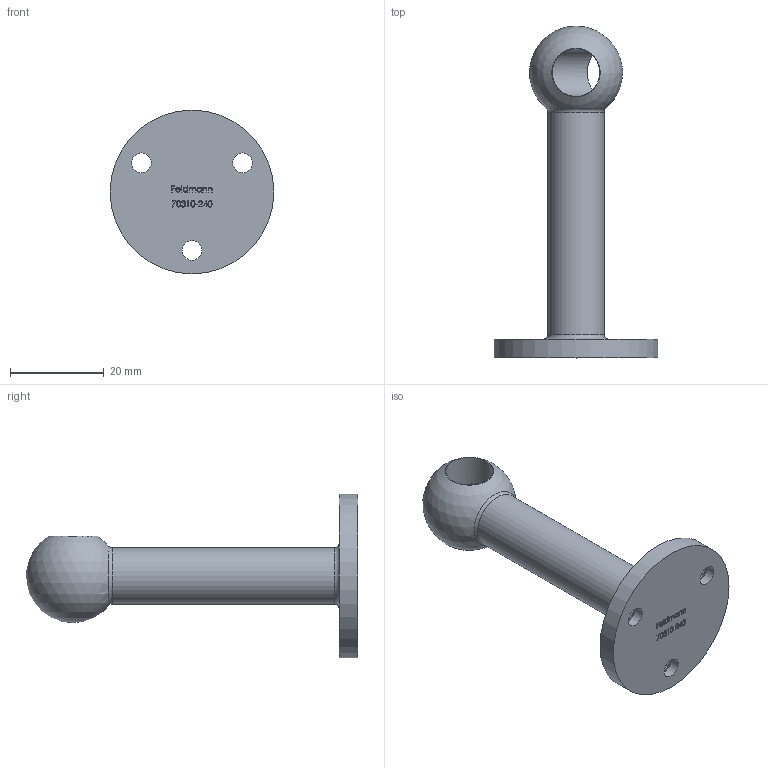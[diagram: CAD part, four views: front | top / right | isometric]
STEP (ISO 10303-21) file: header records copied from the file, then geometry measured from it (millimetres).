
FILE_DESCRIPTION (( 'STEP AP203' ), '1' );
FILE_NAME ('70313-ME.step', '2024-01-11T13:45:49', ( '' ), ( '' ), 'SwSTEP 2.0', 'SolidWorks 2018', '' );
FILE_SCHEMA (( 'CONFIG_CONTROL_DESIGN' ));
Length unit declared in the file: millimetre
Products named in the file (1): 70313-ME
Bounding box: 35 x 70.97 x 35 mm (x, y, z)
Volume: 11697.2 mm3; surface area: 5654.2 mm2
Topology: 1 solids, 1 shells, 231 faces, 607 edges, 401 vertices
Faces by surface type: plane 118, bspline 95, cylinder 10, cone 5, torus 2, sphere 1
Full cylindrical faces by diameter (mm): 4.2 x3, 7 x3, 10.2 x2, 12 x1, 35 x1
Entity records: 12474 total; most frequent: CARTESIAN_POINT 7418, ORIENTED_EDGE 1168, DIRECTION 689, EDGE_CURVE 584, VERTEX_POINT 397, VECTOR 371, LINE 371, EDGE_LOOP 281
